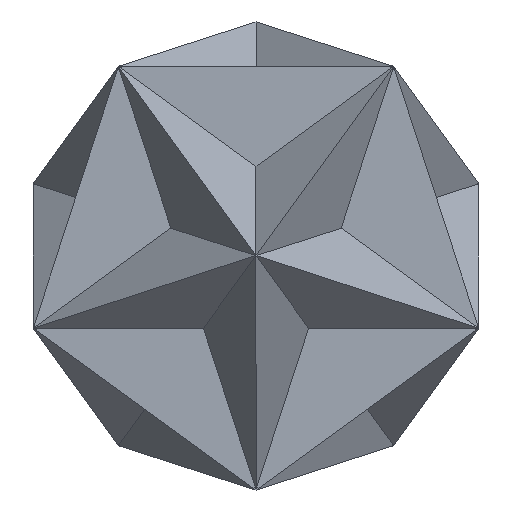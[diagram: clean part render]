
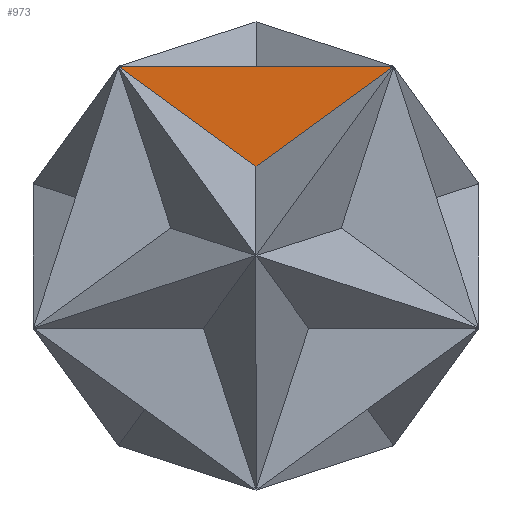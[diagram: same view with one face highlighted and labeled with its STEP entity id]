
A CAD part, top view. The second image highlights one B-rep face of the part: STEP entity #973.
In plain terms, the highlighted planar face has unit normal (0, 0, 1).
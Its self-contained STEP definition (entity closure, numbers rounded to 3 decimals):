
#52 = EDGE_LOOP ( 'NONE', ( #849, #1049, #497 ) ) ;
#101 = LINE ( 'NONE', #758, #774 ) ;
#107 = EDGE_CURVE ( 'NONE', #504, #669, #101, .T. ) ;
#136 = CARTESIAN_POINT ( 'NONE',  ( -29.389, 40.451, 25. ) ) ;
#186 = CARTESIAN_POINT ( 'NONE',  ( 0., 19.098, 25. ) ) ;
#224 = LINE ( 'NONE', #525, #923 ) ;
#244 = CARTESIAN_POINT ( 'NONE',  ( 0., 19.098, 25. ) ) ;
#271 = EDGE_CURVE ( 'NONE', #669, #1164, #743, .T. ) ;
#329 = DIRECTION ( 'NONE',  ( 1., 0., 0. ) ) ;
#497 = ORIENTED_EDGE ( 'NONE', *, *, #107, .F. ) ;
#504 = VERTEX_POINT ( 'NONE', #703 ) ;
#525 = CARTESIAN_POINT ( 'NONE',  ( -29.389, 40.451, 25. ) ) ;
#548 = VECTOR ( 'NONE', #747, 1000. ) ;
#561 = DIRECTION ( 'NONE',  ( -0.809, -0.588, 0. ) ) ;
#626 = FACE_OUTER_BOUND ( 'NONE', #52, .T. ) ;
#669 = VERTEX_POINT ( 'NONE', #244 ) ;
#683 = EDGE_CURVE ( 'NONE', #504, #1164, #224, .T. ) ;
#703 = CARTESIAN_POINT ( 'NONE',  ( 29.389, 40.451, 25. ) ) ;
#733 = PLANE ( 'NONE',  #1020 ) ;
#743 = LINE ( 'NONE', #186, #548 ) ;
#747 = DIRECTION ( 'NONE',  ( -0.809, 0.588, 0. ) ) ;
#758 = CARTESIAN_POINT ( 'NONE',  ( 0., 19.098, 25. ) ) ;
#774 = VECTOR ( 'NONE', #561, 1000. ) ;
#825 = DIRECTION ( 'NONE',  ( 0., 0., -1. ) ) ;
#849 = ORIENTED_EDGE ( 'NONE', *, *, #683, .T. ) ;
#923 = VECTOR ( 'NONE', #1091, 1000. ) ;
#973 = ADVANCED_FACE ( 'NONE', ( #626 ), #733, .F. ) ;
#998 = CARTESIAN_POINT ( 'NONE',  ( 0., 0., 25. ) ) ;
#1020 = AXIS2_PLACEMENT_3D ( 'NONE', #998, #825, #329 ) ;
#1049 = ORIENTED_EDGE ( 'NONE', *, *, #271, .F. ) ;
#1091 = DIRECTION ( 'NONE',  ( -1., 0., 0. ) ) ;
#1164 = VERTEX_POINT ( 'NONE', #136 ) ;
